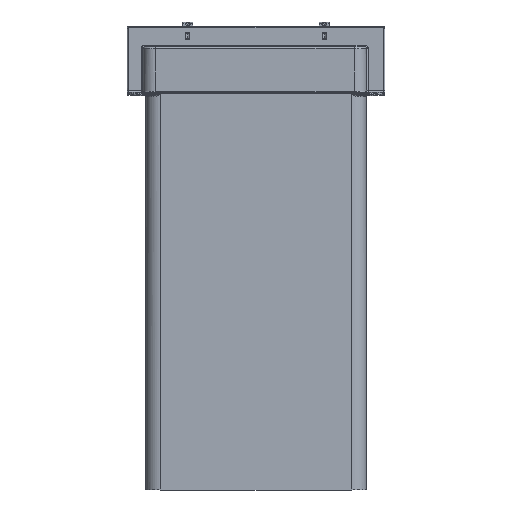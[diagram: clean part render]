
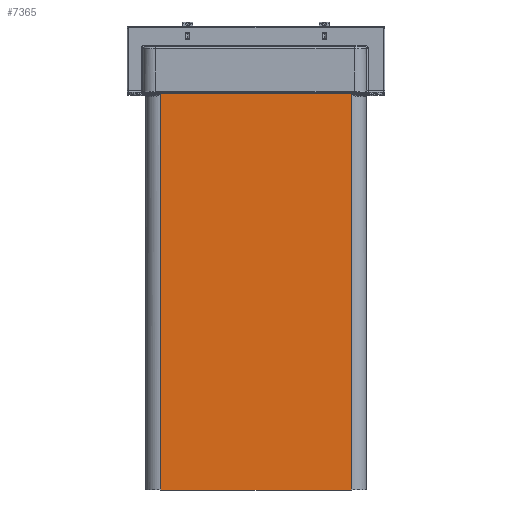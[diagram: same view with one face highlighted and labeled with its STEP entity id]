
A CAD part, top view. The second image highlights one B-rep face of the part: STEP entity #7365.
In plain terms, the highlighted planar face has unit normal (0, 0, 1).
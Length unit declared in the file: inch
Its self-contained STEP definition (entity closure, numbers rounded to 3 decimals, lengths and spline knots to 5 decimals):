
#22 = CARTESIAN_POINT ( 'NONE',  ( 2.94824, 10.25823, 0.03937 ) ) ;
#217 = CARTESIAN_POINT ( 'NONE',  ( -2.46858, -0.00069, 0.03937 ) ) ;
#314 = ORIENTED_EDGE ( 'NONE', *, *, #17913, .F. ) ;
#397 = CARTESIAN_POINT ( 'NONE',  ( 2.46858, 10.25823, 0.03937 ) ) ;
#443 = CARTESIAN_POINT ( 'NONE',  ( 2.94824, 10.26846, 0.03937 ) ) ;
#1882 = EDGE_CURVE ( 'NONE', #15295, #10577, #17059, .T. ) ;
#2309 = DIRECTION ( 'NONE',  ( 0., -1., 0. ) ) ;
#2841 = VECTOR ( 'NONE', #15578, 39.37008 ) ;
#3108 = VERTEX_POINT ( 'NONE', #15038 ) ;
#3291 = LINE ( 'NONE', #6770, #2841 ) ;
#3410 = CARTESIAN_POINT ( 'NONE',  ( 2.94824, 10.26334, 0.03937 ) ) ;
#3489 = CARTESIAN_POINT ( 'NONE',  ( -2.94824, 10.26334, 0.03937 ) ) ;
#4399 = EDGE_CURVE ( 'NONE', #9260, #3108, #3291, .T. ) ;
#4524 = VECTOR ( 'NONE', #15151, 39.37008 ) ;
#5013 = CARTESIAN_POINT ( 'NONE',  ( -2.94824, 10.26846, 0.03937 ) ) ;
#5185 = CARTESIAN_POINT ( 'NONE',  ( -2.46858, 10.23622, 0.03937 ) ) ;
#5202 = ORIENTED_EDGE ( 'NONE', *, *, #13908, .F. ) ;
#5302 = ORIENTED_EDGE ( 'NONE', *, *, #4399, .F. ) ;
#5458 = LINE ( 'NONE', #8396, #8878 ) ;
#5705 = VERTEX_POINT ( 'NONE', #22 ) ;
#5895 = LINE ( 'NONE', #12639, #17088 ) ;
#6369 = CARTESIAN_POINT ( 'NONE',  ( -2.46858, 10.27357, 0.03937 ) ) ;
#6611 = CARTESIAN_POINT ( 'NONE',  ( -2.94824, 10.27357, 0.03934 ) ) ;
#6614 = DIRECTION ( 'NONE',  ( -1., 0., 0. ) ) ;
#6770 = CARTESIAN_POINT ( 'NONE',  ( -2.46858, 10.25823, 0.03937 ) ) ;
#7280 = AXIS2_PLACEMENT_3D ( 'NONE', #5185, #15410, #6614 ) ;
#7365 = ADVANCED_FACE ( 'NONE', ( #11656 ), #9254, .F. ) ;
#8187 = VERTEX_POINT ( 'NONE', #397 ) ;
#8361 = LINE ( 'NONE', #6369, #4524 ) ;
#8396 = CARTESIAN_POINT ( 'NONE',  ( -2.46858, 10.23622, 0.03937 ) ) ;
#8878 = VECTOR ( 'NONE', #9860, 39.37008 ) ;
#9196 = CARTESIAN_POINT ( 'NONE',  ( -2.94824, 10.25823, 0.03937 ) ) ;
#9254 = PLANE ( 'NONE',  #7280 ) ;
#9260 = VERTEX_POINT ( 'NONE', #10045 ) ;
#9691 = VECTOR ( 'NONE', #11940, 39.37008 ) ;
#9860 = DIRECTION ( 'NONE',  ( 0., 1., 0. ) ) ;
#9947 = ORIENTED_EDGE ( 'NONE', *, *, #17346, .F. ) ;
#10045 = CARTESIAN_POINT ( 'NONE',  ( -2.46858, 10.25823, 0.03937 ) ) ;
#10155 = CARTESIAN_POINT ( 'NONE',  ( -2.46858, -0.00069, 0.03937 ) ) ;
#10479 = CARTESIAN_POINT ( 'NONE',  ( 2.94824, 10.27357, 0.03934 ) ) ;
#10577 = VERTEX_POINT ( 'NONE', #10155 ) ;
#11656 = FACE_OUTER_BOUND ( 'NONE', #15485, .T. ) ;
#11898 = ORIENTED_EDGE ( 'NONE', *, *, #14916, .F. ) ;
#11940 = DIRECTION ( 'NONE',  ( -1., 0., 0. ) ) ;
#12548 = CARTESIAN_POINT ( 'NONE',  ( 2.46858, 10.23622, 0.03937 ) ) ;
#12639 = CARTESIAN_POINT ( 'NONE',  ( -2.46858, 10.25823, 0.03937 ) ) ;
#12743 = VERTEX_POINT ( 'NONE', #6611 ) ;
#13674 = CARTESIAN_POINT ( 'NONE',  ( 2.94824, 10.25823, 0.03937 ) ) ;
#13735 = LINE ( 'NONE', #12548, #17667 ) ;
#13908 = EDGE_CURVE ( 'NONE', #12743, #16075, #8361, .T. ) ;
#14116 = DIRECTION ( 'NONE',  ( -1., 0., 0. ) ) ;
#14461 = B_SPLINE_CURVE_WITH_KNOTS ( 'NONE', 3,
 ( #10479, #443, #3410, #13674 ),
 .UNSPECIFIED., .F., .F.,
 ( 4, 4 ),
 ( 0., 1. ),
 .UNSPECIFIED. ) ;
#14676 = ORIENTED_EDGE ( 'NONE', *, *, #16768, .F. ) ;
#14916 = EDGE_CURVE ( 'NONE', #10577, #9260, #5458, .T. ) ;
#15038 = CARTESIAN_POINT ( 'NONE',  ( -2.94824, 10.25823, 0.03937 ) ) ;
#15151 = DIRECTION ( 'NONE',  ( 1., 0., 0. ) ) ;
#15223 = CARTESIAN_POINT ( 'NONE',  ( -2.94824, 10.27357, 0.03934 ) ) ;
#15295 = VERTEX_POINT ( 'NONE', #18304 ) ;
#15410 = DIRECTION ( 'NONE',  ( 0., 0., -1. ) ) ;
#15485 = EDGE_LOOP ( 'NONE', ( #11898, #18847, #9947, #16628, #314, #5202, #14676, #5302 ) ) ;
#15578 = DIRECTION ( 'NONE',  ( -1., 0., 0. ) ) ;
#15804 = EDGE_CURVE ( 'NONE', #5705, #8187, #5895, .T. ) ;
#16075 = VERTEX_POINT ( 'NONE', #16498 ) ;
#16498 = CARTESIAN_POINT ( 'NONE',  ( 2.94824, 10.27357, 0.03934 ) ) ;
#16628 = ORIENTED_EDGE ( 'NONE', *, *, #15804, .F. ) ;
#16768 = EDGE_CURVE ( 'NONE', #3108, #12743, #17788, .T. ) ;
#17059 = LINE ( 'NONE', #217, #9691 ) ;
#17088 = VECTOR ( 'NONE', #14116, 39.37008 ) ;
#17346 = EDGE_CURVE ( 'NONE', #8187, #15295, #13735, .T. ) ;
#17667 = VECTOR ( 'NONE', #2309, 39.37008 ) ;
#17788 = B_SPLINE_CURVE_WITH_KNOTS ( 'NONE', 3,
 ( #9196, #3489, #5013, #15223 ),
 .UNSPECIFIED., .F., .F.,
 ( 4, 4 ),
 ( 0., 1. ),
 .UNSPECIFIED. ) ;
#17913 = EDGE_CURVE ( 'NONE', #16075, #5705, #14461, .T. ) ;
#18304 = CARTESIAN_POINT ( 'NONE',  ( 2.46858, -0.00069, 0.03937 ) ) ;
#18847 = ORIENTED_EDGE ( 'NONE', *, *, #1882, .F. ) ;
